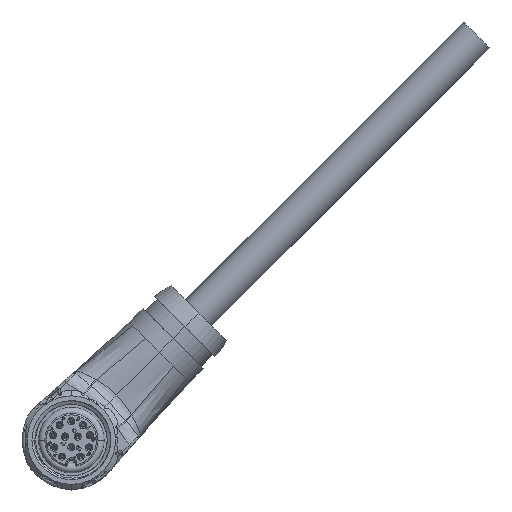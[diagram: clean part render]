
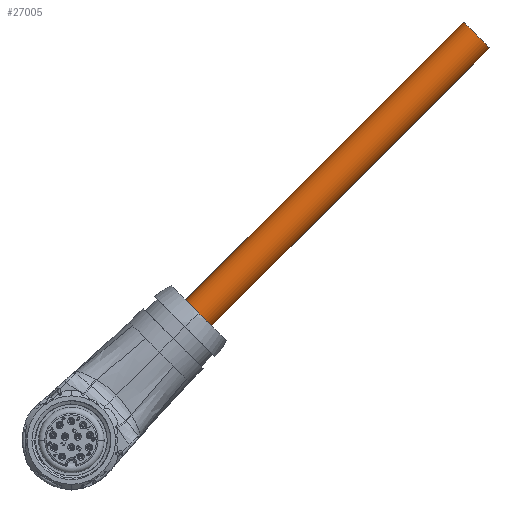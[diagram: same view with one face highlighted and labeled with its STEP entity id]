
A CAD part, top view. The second image highlights one B-rep face of the part: STEP entity #27005.
In plain terms, the highlighted cylindrical face has radius 2.8 mm (diameter 5.6 mm), a partial arc.
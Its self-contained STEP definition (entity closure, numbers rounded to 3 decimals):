
#3573=CARTESIAN_POINT('',(19.445,19.445,-19.9));
#3574=DIRECTION('',(0.707,0.707,0.));
#3575=DIRECTION('',(-0.707,0.707,0.));
#3576=AXIS2_PLACEMENT_3D('',#3573,#3574,#3575);
#3578=DIRECTION('',(0.707,0.707,0.));
#3579=VECTOR('',#3578,60.);
#3580=CARTESIAN_POINT('',(21.425,17.466,-19.9));
#3581=LINE('',#3580,#3579);
#3582=DIRECTION('',(0.707,0.707,0.));
#3583=VECTOR('',#3582,60.);
#3584=CARTESIAN_POINT('',(17.466,21.425,-19.9));
#3585=LINE('',#3584,#3583);
#3591=CARTESIAN_POINT('',(61.872,61.872,-19.9));
#3592=DIRECTION('',(0.707,0.707,0.));
#3593=DIRECTION('',(-0.707,0.707,0.));
#3594=AXIS2_PLACEMENT_3D('',#3591,#3592,#3593);
#20638=CARTESIAN_POINT('',(63.852,59.892,-19.9));
#20639=CARTESIAN_POINT('',(59.892,63.852,-19.9));
#20640=VERTEX_POINT('',#20638);
#20641=VERTEX_POINT('',#20639);
#20642=CARTESIAN_POINT('',(21.425,17.466,-19.9));
#20643=CARTESIAN_POINT('',(17.466,21.425,-19.9));
#20644=VERTEX_POINT('',#20642);
#20645=VERTEX_POINT('',#20643);
#26993=CARTESIAN_POINT('',(19.445,19.445,-19.9));
#26994=DIRECTION('',(0.707,0.707,0.));
#26995=DIRECTION('',(0.707,-0.707,0.));
#26996=AXIS2_PLACEMENT_3D('',#26993,#26994,#26995);
#26997=CYLINDRICAL_SURFACE('',#26996,2.8);
#26998=ORIENTED_EDGE('',*,*,#26973,.F.);
#26999=ORIENTED_EDGE('',*,*,#26988,.T.);
#27001=ORIENTED_EDGE('',*,*,#27000,.T.);
#27002=ORIENTED_EDGE('',*,*,#26984,.F.);
#27003=EDGE_LOOP('',(#26998,#26999,#27001,#27002));
#27004=FACE_OUTER_BOUND('',#27003,.F.);
#27005=ADVANCED_FACE('',(#27004),#26997,.T.);
#3577=CIRCLE('',#3576,2.8);
#3595=CIRCLE('',#3594,2.8);
#26973=EDGE_CURVE('',#20645,#20644,#3577,.T.);
#26984=EDGE_CURVE('',#20644,#20640,#3581,.T.);
#26988=EDGE_CURVE('',#20645,#20641,#3585,.T.);
#27000=EDGE_CURVE('',#20641,#20640,#3595,.T.);
